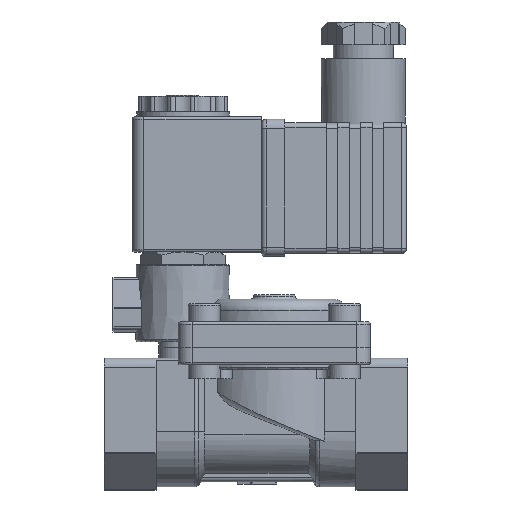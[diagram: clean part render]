
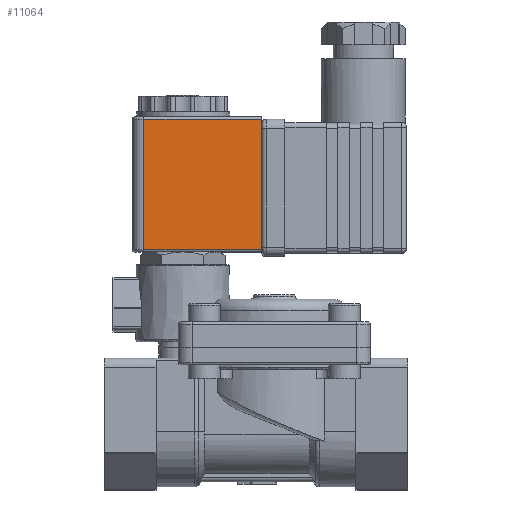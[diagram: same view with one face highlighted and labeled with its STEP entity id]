
A CAD part, top view. The second image highlights one B-rep face of the part: STEP entity #11064.
In plain terms, the highlighted planar face has unit normal (0, 0, 1).
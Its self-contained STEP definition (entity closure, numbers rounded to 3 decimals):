
#10745=CARTESIAN_POINT('',(-24.5,68.2,11.0));
#10746=VERTEX_POINT('',#10745);
#10769=CARTESIAN_POINT('',(-24.5,39.7,11.0));
#10770=VERTEX_POINT('',#10769);
#10812=CARTESIAN_POINT('',(1.2,68.2,11.0));
#10813=VERTEX_POINT('',#10812);
#10814=CARTESIAN_POINT('',(1.2,68.2,11.0));
#10815=DIRECTION('',(-1.0,0.0,0.0));
#10816=VECTOR('',#10815,25.7);
#10817=LINE('',#10814,#10816);
#10818=EDGE_CURVE('',#10813,#10746,#10817,.T.);
#10899=CARTESIAN_POINT('',(1.2,39.7,11.0));
#10900=VERTEX_POINT('',#10899);
#10901=CARTESIAN_POINT('',(1.2,39.7,11.0));
#10902=DIRECTION('',(-1.0,0.0,0.0));
#10903=VECTOR('',#10902,25.7);
#10904=LINE('',#10901,#10903);
#10905=EDGE_CURVE('',#10900,#10770,#10904,.T.);
#11013=CARTESIAN_POINT('',(1.2,68.2,11.0));
#11014=DIRECTION('',(0.0,-1.0,0.0));
#11015=VECTOR('',#11014,28.5);
#11016=LINE('',#11013,#11015);
#11017=EDGE_CURVE('',#10813,#10900,#11016,.T.);
#11048=CARTESIAN_POINT('',(-24.5,68.7,11.0));
#11049=DIRECTION('',(0.0,0.0,-1.0));
#11050=DIRECTION('',(-1.0,0.0,0.0));
#11051=AXIS2_PLACEMENT_3D('',#11048,#11049,#11050);
#11052=PLANE('',#11051);
#11053=ORIENTED_EDGE('',*,*,#10818,.T.);
#11054=CARTESIAN_POINT('',(-24.5,68.2,11.0));
#11055=DIRECTION('',(0.0,-1.0,0.0));
#11056=VECTOR('',#11055,28.5);
#11057=LINE('',#11054,#11056);
#11058=EDGE_CURVE('',#10746,#10770,#11057,.T.);
#11059=ORIENTED_EDGE('',*,*,#11058,.T.);
#11060=ORIENTED_EDGE('',*,*,#10905,.F.);
#11061=ORIENTED_EDGE('',*,*,#11017,.F.);
#11062=EDGE_LOOP('',(#11053,#11059,#11060,#11061));
#11063=FACE_OUTER_BOUND('',#11062,.T.);
#11064=ADVANCED_FACE('',(#11063),#11052,.F.);
